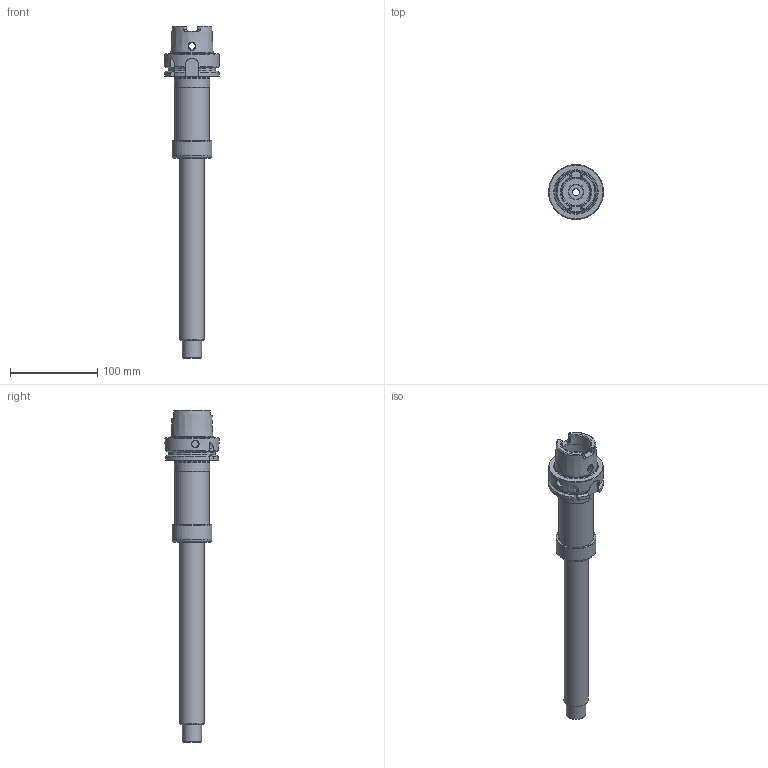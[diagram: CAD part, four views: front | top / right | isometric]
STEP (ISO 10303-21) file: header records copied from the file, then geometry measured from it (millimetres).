
FILE_DESCRIPTION(/* description */ (''),/* implementation_level */ '2;1');
FILE_NAME(/* name */ '886513190.stp',/* time_stamp */ '2021-07-28T09:02:41',/* author */ ('LRA'),/* organization */ ('REGO-FIX'),/* preprocessor_version */ ' Unknown',/* originating_system */ 'SIEMENS PLM Software Solid Edge ST10',/* authorization */ 'Unknown');
FILE_SCHEMA (('AUTOMOTIVE_DESIGN { 1 0 10303 214 2 1 1}'));
Length unit declared in the file: millimetre
Products named in the file (1): NOCUT
Bounding box: 63 x 63 x 381.5 mm (x, y, z)
Volume: 313354.1 mm3; surface area: 71461.4 mm2
Topology: 1 solids, 3 shells, 186 faces, 455 edges, 285 vertices
Faces by surface type: plane 56, cylinder 49, cone 48, torus 33
Full cylindrical faces by diameter (mm): 7.5 x2, 8.35 x1, 8.376 x1, 8.4 x1, 8.5 x1, 10 x2, 10.5 x1, 16.917 x1, 20 x1, 22 x1, 23.8 x1, 24.7 x1, 25 x1, 28 x1, 29 x1, 33 x1, 34 x3, 38.376 x1, 40 x2, 40.05 x1, 40.5 x1, 43.3 x1, 45.65 x1, 48.129 x1, 63 x1
Entity records: 6414 total; most frequent: CARTESIAN_POINT 1220, DIRECTION 820, ORIENTED_EDGE 682, AXIS2_PLACEMENT_3D 365, EDGE_CURVE 341, EDGE_LOOP 293, FACE_BOUND 293, VERTEX_POINT 258
